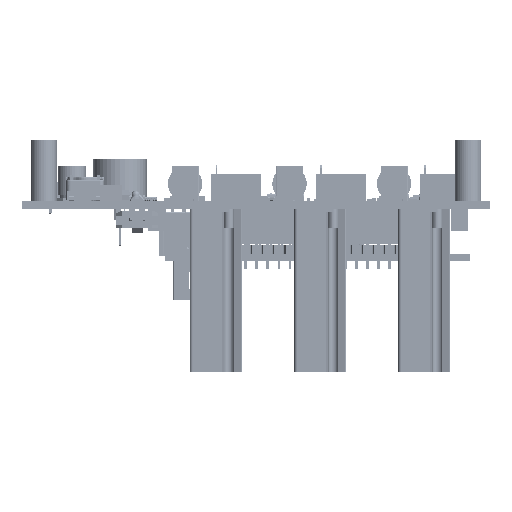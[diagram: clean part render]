
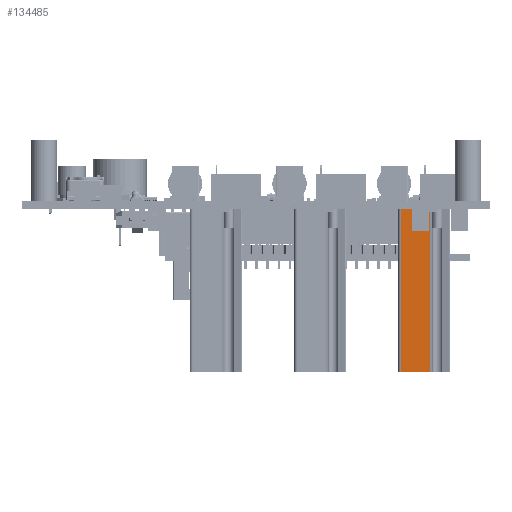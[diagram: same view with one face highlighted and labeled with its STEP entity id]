
A CAD part, left-side view. The second image highlights one B-rep face of the part: STEP entity #134485.
In plain terms, the highlighted planar face has unit normal (-1, 0, 0).
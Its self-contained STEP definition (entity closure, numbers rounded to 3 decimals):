
#134485 = ADVANCED_FACE('',(#134486),#134520,.F.);
#134486 = FACE_BOUND('',#134487,.T.);
#134487 = EDGE_LOOP('',(#134488,#134498,#134506,#134514));
#134488 = ORIENTED_EDGE('',*,*,#134489,.F.);
#134489 = EDGE_CURVE('',#134490,#134492,#134494,.T.);
#134490 = VERTEX_POINT('',#134491);
#134491 = CARTESIAN_POINT('',(0.,11.25,37.5));
#134492 = VERTEX_POINT('',#134493);
#134493 = CARTESIAN_POINT('',(0.,4.65,37.5));
#134494 = LINE('',#134495,#134496);
#134495 = CARTESIAN_POINT('',(0.,4.15,37.5));
#134496 = VECTOR('',#134497,1.);
#134497 = DIRECTION('',(0.,-1.,0.));
#134498 = ORIENTED_EDGE('',*,*,#134499,.T.);
#134499 = EDGE_CURVE('',#134490,#134500,#134502,.T.);
#134500 = VERTEX_POINT('',#134501);
#134501 = CARTESIAN_POINT('',(0.,11.25,0.));
#134502 = LINE('',#134503,#134504);
#134503 = CARTESIAN_POINT('',(0.,11.25,37.5));
#134504 = VECTOR('',#134505,1.);
#134505 = DIRECTION('',(0.,0.,-1.));
#134506 = ORIENTED_EDGE('',*,*,#134507,.T.);
#134507 = EDGE_CURVE('',#134500,#134508,#134510,.T.);
#134508 = VERTEX_POINT('',#134509);
#134509 = CARTESIAN_POINT('',(0.,4.65,0.));
#134510 = LINE('',#134511,#134512);
#134511 = CARTESIAN_POINT('',(0.,4.15,0.));
#134512 = VECTOR('',#134513,1.);
#134513 = DIRECTION('',(0.,-1.,0.));
#134514 = ORIENTED_EDGE('',*,*,#134515,.T.);
#134515 = EDGE_CURVE('',#134508,#134492,#134516,.T.);
#134516 = LINE('',#134517,#134518);
#134517 = CARTESIAN_POINT('',(0.,4.65,37.5));
#134518 = VECTOR('',#134519,1.);
#134519 = DIRECTION('',(0.,0.,1.));
#134520 = PLANE('',#134521);
#134521 = AXIS2_PLACEMENT_3D('',#134522,#134523,#134524);
#134522 = CARTESIAN_POINT('',(0.,4.15,37.5));
#134523 = DIRECTION('',(1.,0.,0.));
#134524 = DIRECTION('',(0.,1.,0.));
